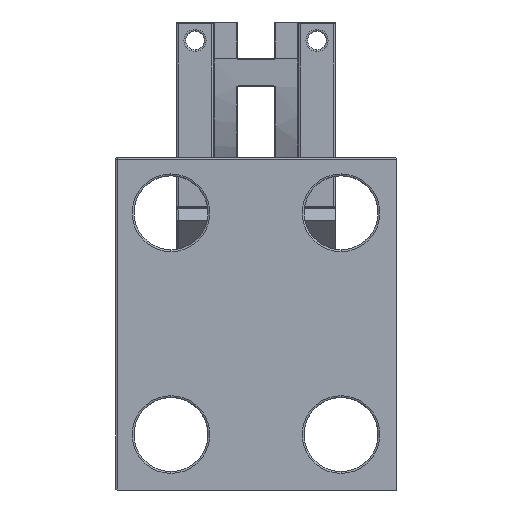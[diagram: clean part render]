
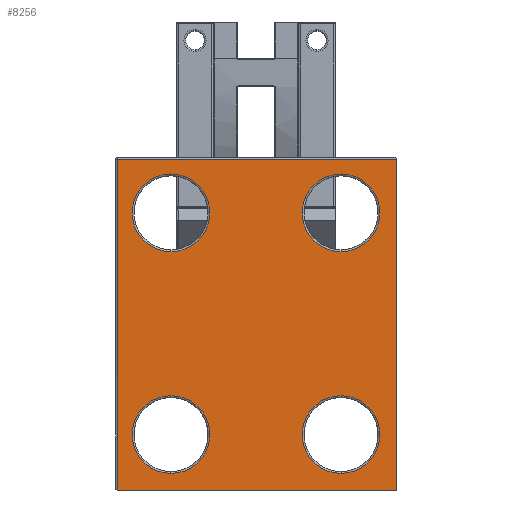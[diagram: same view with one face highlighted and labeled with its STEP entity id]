
A CAD part, front view. The second image highlights one B-rep face of the part: STEP entity #8256.
In plain terms, the highlighted planar face has unit normal (0, -1, 0).
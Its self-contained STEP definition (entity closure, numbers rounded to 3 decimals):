
#87 = ORIENTED_EDGE ( 'NONE', *, *, #2741, .T. ) ;
#113 = DIRECTION ( 'NONE',  ( 0., 0., -1. ) ) ;
#143 = AXIS2_PLACEMENT_3D ( 'NONE', #5543, #10602, #11671 ) ;
#868 = LINE ( 'NONE', #5920, #4730 ) ;
#1026 = DIRECTION ( 'NONE',  ( 0., 0., 1. ) ) ;
#1063 = CARTESIAN_POINT ( 'NONE',  ( -59., -135.607, 13.109 ) ) ;
#1100 = EDGE_CURVE ( 'NONE', #1303, #15089, #14009, .T. ) ;
#1270 = CARTESIAN_POINT ( 'NONE',  ( 16.5, -135.607, 13.609 ) ) ;
#1303 = VERTEX_POINT ( 'NONE', #3436 ) ;
#1760 = EDGE_CURVE ( 'NONE', #2868, #5873, #13248, .T. ) ;
#2033 = LINE ( 'NONE', #14791, #5473 ) ;
#2096 = DIRECTION ( 'NONE',  ( 0., 0., -1. ) ) ;
#2498 = EDGE_CURVE ( 'NONE', #11685, #3550, #5167, .T. ) ;
#2528 = CIRCLE ( 'NONE', #13113, 10.5 ) ;
#2610 = VERTEX_POINT ( 'NONE', #10547 ) ;
#2685 = DIRECTION ( 'NONE',  ( 0., 0., -1. ) ) ;
#2741 = EDGE_CURVE ( 'NONE', #5873, #2868, #2528, .T. ) ;
#2868 = VERTEX_POINT ( 'NONE', #4989 ) ;
#2892 = VECTOR ( 'NONE', #1026, 1000. ) ;
#2974 = DIRECTION ( 'NONE',  ( 0., 0., -1. ) ) ;
#3148 = CARTESIAN_POINT ( 'NONE',  ( 16.5, -135.607, 13.109 ) ) ;
#3436 = CARTESIAN_POINT ( 'NONE',  ( 1.5, -135.607, -11.891 ) ) ;
#3550 = VERTEX_POINT ( 'NONE', #3148 ) ;
#3923 = CARTESIAN_POINT ( 'NONE',  ( -44.5, -135.607, -1.391 ) ) ;
#3973 = CARTESIAN_POINT ( 'NONE',  ( -59., -135.607, -76.391 ) ) ;
#4260 = FACE_BOUND ( 'NONE', #5972, .T. ) ;
#4264 = AXIS2_PLACEMENT_3D ( 'NONE', #9627, #6128, #11172 ) ;
#4328 = DIRECTION ( 'NONE',  ( 0., 1., 0. ) ) ;
#4381 = DIRECTION ( 'NONE',  ( 0., 1., 0. ) ) ;
#4561 = VERTEX_POINT ( 'NONE', #8565 ) ;
#4590 = FACE_BOUND ( 'NONE', #6733, .T. ) ;
#4730 = VECTOR ( 'NONE', #16006, 1000. ) ;
#4921 = ORIENTED_EDGE ( 'NONE', *, *, #9689, .T. ) ;
#4989 = CARTESIAN_POINT ( 'NONE',  ( -44.5, -135.607, -50.891 ) ) ;
#5167 = LINE ( 'NONE', #1270, #2892 ) ;
#5199 = AXIS2_PLACEMENT_3D ( 'NONE', #3923, #7501, #113 ) ;
#5222 = EDGE_CURVE ( 'NONE', #13332, #11685, #16284, .T. ) ;
#5473 = VECTOR ( 'NONE', #14549, 1000. ) ;
#5483 = AXIS2_PLACEMENT_3D ( 'NONE', #6790, #8113, #10679 ) ;
#5543 = CARTESIAN_POINT ( 'NONE',  ( 1.5, -135.607, -61.391 ) ) ;
#5837 = FACE_BOUND ( 'NONE', #15308, .T. ) ;
#5873 = VERTEX_POINT ( 'NONE', #5916 ) ;
#5916 = CARTESIAN_POINT ( 'NONE',  ( -44.5, -135.607, -71.891 ) ) ;
#5920 = CARTESIAN_POINT ( 'NONE',  ( -59.5, -135.607, 13.109 ) ) ;
#5972 = EDGE_LOOP ( 'NONE', ( #10885, #4921 ) ) ;
#6128 = DIRECTION ( 'NONE',  ( 0., 1., 0. ) ) ;
#6274 = CIRCLE ( 'NONE', #5199, 10.5 ) ;
#6444 = DIRECTION ( 'NONE',  ( 1., 0., 0. ) ) ;
#6733 = EDGE_LOOP ( 'NONE', ( #8563, #7104 ) ) ;
#6790 = CARTESIAN_POINT ( 'NONE',  ( 1.5, -135.607, -61.391 ) ) ;
#7104 = ORIENTED_EDGE ( 'NONE', *, *, #7471, .T. ) ;
#7242 = VECTOR ( 'NONE', #6444, 1000. ) ;
#7355 = EDGE_LOOP ( 'NONE', ( #15553, #12982, #8845, #9050 ) ) ;
#7471 = EDGE_CURVE ( 'NONE', #14539, #9447, #13641, .T. ) ;
#7501 = DIRECTION ( 'NONE',  ( 0., 1., 0. ) ) ;
#7846 = CARTESIAN_POINT ( 'NONE',  ( 16.5, -135.607, -76.391 ) ) ;
#7870 = CARTESIAN_POINT ( 'NONE',  ( 1.5, -135.607, -1.391 ) ) ;
#8113 = DIRECTION ( 'NONE',  ( 0., 1., 0. ) ) ;
#8256 = ADVANCED_FACE ( 'NONE', ( #5837, #4590, #9638, #4260, #9317 ), #10043, .T. ) ;
#8524 = CARTESIAN_POINT ( 'NONE',  ( 1.5, -135.607, -50.891 ) ) ;
#8563 = ORIENTED_EDGE ( 'NONE', *, *, #10194, .T. ) ;
#8565 = CARTESIAN_POINT ( 'NONE',  ( -44.5, -135.607, 9.109 ) ) ;
#8592 = AXIS2_PLACEMENT_3D ( 'NONE', #12444, #14773, #2096 ) ;
#8845 = ORIENTED_EDGE ( 'NONE', *, *, #5222, .T. ) ;
#9050 = ORIENTED_EDGE ( 'NONE', *, *, #2498, .T. ) ;
#9317 = FACE_OUTER_BOUND ( 'NONE', #7355, .T. ) ;
#9385 = DIRECTION ( 'NONE',  ( 0., 0., -1. ) ) ;
#9447 = VERTEX_POINT ( 'NONE', #11894 ) ;
#9580 = EDGE_CURVE ( 'NONE', #10405, #13332, #2033, .T. ) ;
#9627 = CARTESIAN_POINT ( 'NONE',  ( -44.5, -135.607, -61.391 ) ) ;
#9638 = FACE_BOUND ( 'NONE', #13487, .T. ) ;
#9689 = EDGE_CURVE ( 'NONE', #4561, #2610, #6274, .T. ) ;
#9994 = CARTESIAN_POINT ( 'NONE',  ( 1.5, -135.607, 9.109 ) ) ;
#10043 = PLANE ( 'NONE',  #8592 ) ;
#10194 = EDGE_CURVE ( 'NONE', #9447, #14539, #14997, .T. ) ;
#10231 = CARTESIAN_POINT ( 'NONE',  ( 1.5, -135.607, -1.391 ) ) ;
#10405 = VERTEX_POINT ( 'NONE', #1063 ) ;
#10547 = CARTESIAN_POINT ( 'NONE',  ( -44.5, -135.607, -11.891 ) ) ;
#10602 = DIRECTION ( 'NONE',  ( 0., 1., 0. ) ) ;
#10679 = DIRECTION ( 'NONE',  ( 0., 0., -1. ) ) ;
#10739 = DIRECTION ( 'NONE',  ( 0., 0., -1. ) ) ;
#10795 = CARTESIAN_POINT ( 'NONE',  ( -44.5, -135.607, -61.391 ) ) ;
#10809 = CIRCLE ( 'NONE', #12132, 10.5 ) ;
#10885 = ORIENTED_EDGE ( 'NONE', *, *, #11765, .T. ) ;
#10904 = ORIENTED_EDGE ( 'NONE', *, *, #1100, .T. ) ;
#11105 = CARTESIAN_POINT ( 'NONE',  ( -44.5, -135.607, -1.391 ) ) ;
#11172 = DIRECTION ( 'NONE',  ( 0., 0., -1. ) ) ;
#11303 = EDGE_CURVE ( 'NONE', #3550, #10405, #868, .T. ) ;
#11671 = DIRECTION ( 'NONE',  ( 0., 0., -1. ) ) ;
#11685 = VERTEX_POINT ( 'NONE', #7846 ) ;
#11765 = EDGE_CURVE ( 'NONE', #2610, #4561, #10809, .T. ) ;
#11894 = CARTESIAN_POINT ( 'NONE',  ( 1.5, -135.607, -71.891 ) ) ;
#12132 = AXIS2_PLACEMENT_3D ( 'NONE', #11105, #16148, #10739 ) ;
#12444 = CARTESIAN_POINT ( 'NONE',  ( 0., -135.607, 0. ) ) ;
#12562 = CARTESIAN_POINT ( 'NONE',  ( -59.5, -135.607, -76.391 ) ) ;
#12580 = ORIENTED_EDGE ( 'NONE', *, *, #13496, .T. ) ;
#12707 = CIRCLE ( 'NONE', #14829, 10.5 ) ;
#12982 = ORIENTED_EDGE ( 'NONE', *, *, #9580, .T. ) ;
#13113 = AXIS2_PLACEMENT_3D ( 'NONE', #10795, #4328, #9385 ) ;
#13248 = CIRCLE ( 'NONE', #4264, 10.5 ) ;
#13332 = VERTEX_POINT ( 'NONE', #3973 ) ;
#13487 = EDGE_LOOP ( 'NONE', ( #10904, #12580 ) ) ;
#13496 = EDGE_CURVE ( 'NONE', #15089, #1303, #12707, .T. ) ;
#13502 = AXIS2_PLACEMENT_3D ( 'NONE', #10231, #15277, #2685 ) ;
#13641 = CIRCLE ( 'NONE', #143, 10.5 ) ;
#14009 = CIRCLE ( 'NONE', #13502, 10.5 ) ;
#14539 = VERTEX_POINT ( 'NONE', #8524 ) ;
#14549 = DIRECTION ( 'NONE',  ( 0., 0., -1. ) ) ;
#14773 = DIRECTION ( 'NONE',  ( 0., -1., 0. ) ) ;
#14791 = CARTESIAN_POINT ( 'NONE',  ( -59., -135.607, -76.391 ) ) ;
#14829 = AXIS2_PLACEMENT_3D ( 'NONE', #7870, #4381, #2974 ) ;
#14997 = CIRCLE ( 'NONE', #5483, 10.5 ) ;
#15089 = VERTEX_POINT ( 'NONE', #9994 ) ;
#15277 = DIRECTION ( 'NONE',  ( 0., 1., 0. ) ) ;
#15308 = EDGE_LOOP ( 'NONE', ( #87, #16194 ) ) ;
#15553 = ORIENTED_EDGE ( 'NONE', *, *, #11303, .T. ) ;
#16006 = DIRECTION ( 'NONE',  ( -1., 0., 0. ) ) ;
#16148 = DIRECTION ( 'NONE',  ( 0., 1., 0. ) ) ;
#16194 = ORIENTED_EDGE ( 'NONE', *, *, #1760, .T. ) ;
#16284 = LINE ( 'NONE', #12562, #7242 ) ;
